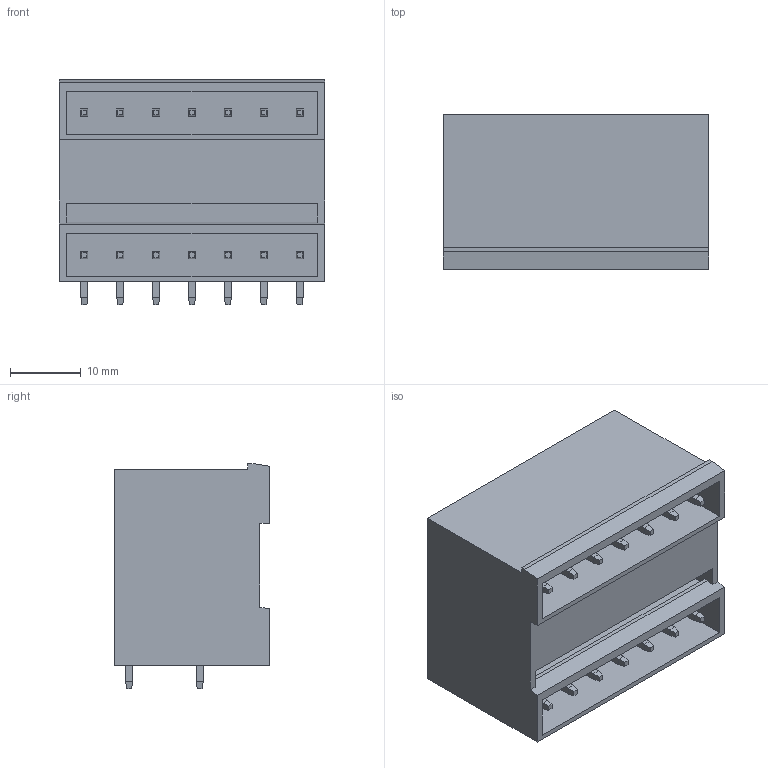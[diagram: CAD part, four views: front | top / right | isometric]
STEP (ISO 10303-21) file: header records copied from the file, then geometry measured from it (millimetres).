
FILE_DESCRIPTION(('CATIA V5 STEP Exchange','CAx-IF Rec.Pracs.--- Model Styling and Organization---1.2---2011-12-15'),'2;1');
FILE_NAME ('D1453104_0_1601840000_1601840000.stp','2018-11-03T04:25:32+00:00',('none'),('Weidmueller'),'CATIA Version 5-6 Release 2014','CATIA V5 STEP AP214','none');
FILE_SCHEMA(('AUTOMOTIVE_DESIGN { 1 0 10303 214 1 1 1 1 }'));
Length unit declared in the file: millimetre
Products named in the file (1): 1601840000
Bounding box: 37.56 x 22 x 31.88 mm (x, y, z)
Volume: 11478.8 mm3; surface area: 11865.4 mm2
Topology: 15 solids, 15 shells, 342 faces, 818 edges, 508 vertices
Faces by surface type: plane 342
Entity records: 8480 total; most frequent: ORIENTED_EDGE 1636, CARTESIAN_POINT 1576, DIRECTION 980, EDGE_CURVE 818, VECTOR 706, LINE 706, VERTEX_POINT 508, EDGE_LOOP 372
